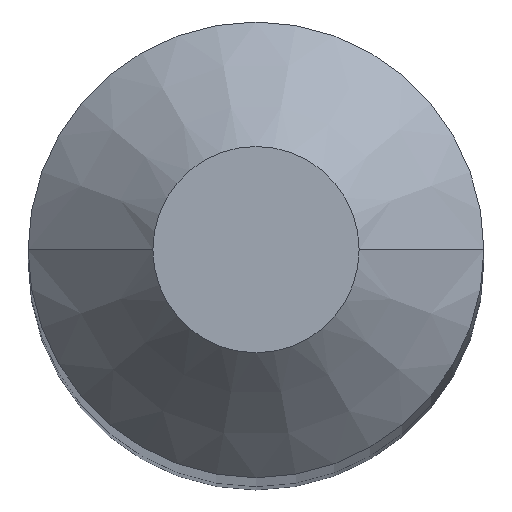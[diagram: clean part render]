
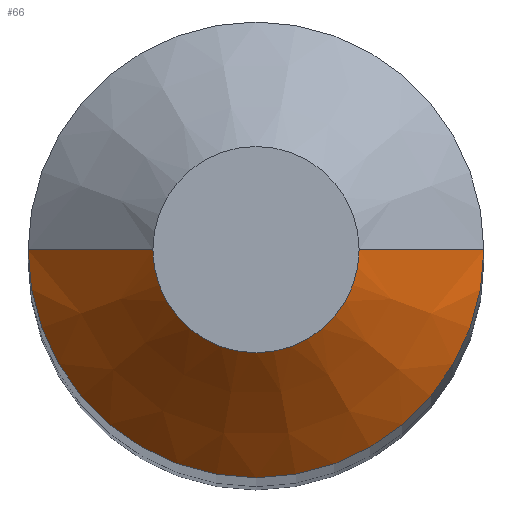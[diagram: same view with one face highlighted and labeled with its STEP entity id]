
A CAD part, top view. The second image highlights one B-rep face of the part: STEP entity #66.
In plain terms, the highlighted conical face has half-angle 45 degrees and reference radius 1.45 mm.
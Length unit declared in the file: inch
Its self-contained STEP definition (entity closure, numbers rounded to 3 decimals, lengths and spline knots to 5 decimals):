
#5 = CARTESIAN_POINT ( 'NONE',  ( 0., 0., 0. ) ) ;
#14 = EDGE_CURVE ( 'NONE', #198, #309, #227, .T. ) ;
#20 = EDGE_CURVE ( 'NONE', #198, #22, #240, .T. ) ;
#22 = VERTEX_POINT ( 'NONE', #32 ) ;
#29 = ORIENTED_EDGE ( 'NONE', *, *, #226, .F. ) ;
#30 = CARTESIAN_POINT ( 'NONE',  ( -0.0571, 0., -0.03125 ) ) ;
#32 = CARTESIAN_POINT ( 'NONE',  ( -0.0571, 0., -0.03125 ) ) ;
#47 = CARTESIAN_POINT ( 'NONE',  ( 0.0571, 0., -0.03125 ) ) ;
#66 = ADVANCED_FACE ( 'NONE', ( #132 ), #93, .T. ) ;
#73 = VERTEX_POINT ( 'NONE', #256 ) ;
#86 = AXIS2_PLACEMENT_3D ( 'NONE', #344, #98, #129 ) ;
#93 = CONICAL_SURFACE ( 'NONE', #279, 0.0571, 0.785 ) ;
#98 = DIRECTION ( 'NONE',  ( 0., 0., 1. ) ) ;
#109 = VECTOR ( 'NONE', #299, 39.37008 ) ;
#127 = ORIENTED_EDGE ( 'NONE', *, *, #323, .T. ) ;
#128 = DIRECTION ( 'NONE',  ( 0., 0., 1. ) ) ;
#129 = DIRECTION ( 'NONE',  ( 1., 0., 0. ) ) ;
#132 = FACE_OUTER_BOUND ( 'NONE', #189, .T. ) ;
#136 = DIRECTION ( 'NONE',  ( 0., 0., -1. ) ) ;
#139 = CARTESIAN_POINT ( 'NONE',  ( 0.02585, 0., 0. ) ) ;
#189 = EDGE_LOOP ( 'NONE', ( #29, #379, #292, #127 ) ) ;
#194 = CARTESIAN_POINT ( 'NONE',  ( -0.02585, 0., 0. ) ) ;
#198 = VERTEX_POINT ( 'NONE', #194 ) ;
#226 = EDGE_CURVE ( 'NONE', #309, #73, #322, .T. ) ;
#227 = CIRCLE ( 'NONE', #274, 0.02585 ) ;
#240 = LINE ( 'NONE', #30, #109 ) ;
#256 = CARTESIAN_POINT ( 'NONE',  ( 0.0571, 0., -0.03125 ) ) ;
#268 = VECTOR ( 'NONE', #373, 39.37008 ) ;
#274 = AXIS2_PLACEMENT_3D ( 'NONE', #5, #128, #296 ) ;
#279 = AXIS2_PLACEMENT_3D ( 'NONE', #372, #136, #343 ) ;
#292 = ORIENTED_EDGE ( 'NONE', *, *, #20, .T. ) ;
#296 = DIRECTION ( 'NONE',  ( 1., 0., 0. ) ) ;
#299 = DIRECTION ( 'NONE',  ( -0.707, 0., -0.707 ) ) ;
#309 = VERTEX_POINT ( 'NONE', #139 ) ;
#322 = LINE ( 'NONE', #47, #268 ) ;
#323 = EDGE_CURVE ( 'NONE', #22, #73, #337, .T. ) ;
#337 = CIRCLE ( 'NONE', #86, 0.0571 ) ;
#343 = DIRECTION ( 'NONE',  ( -1., 0., 0. ) ) ;
#344 = CARTESIAN_POINT ( 'NONE',  ( 0., 0., -0.03125 ) ) ;
#372 = CARTESIAN_POINT ( 'NONE',  ( 0., 0., -0.03125 ) ) ;
#373 = DIRECTION ( 'NONE',  ( 0.707, 0., -0.707 ) ) ;
#379 = ORIENTED_EDGE ( 'NONE', *, *, #14, .F. ) ;
